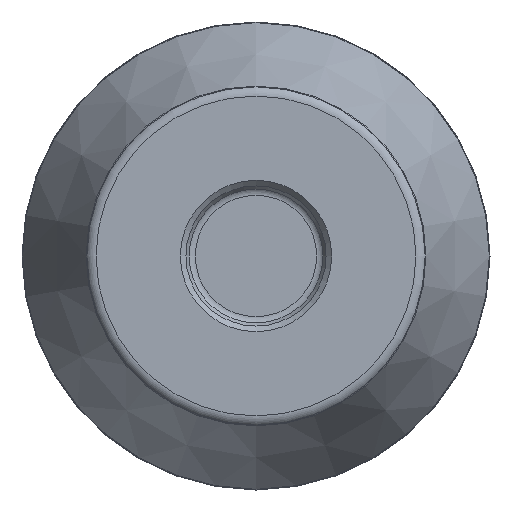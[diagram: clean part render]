
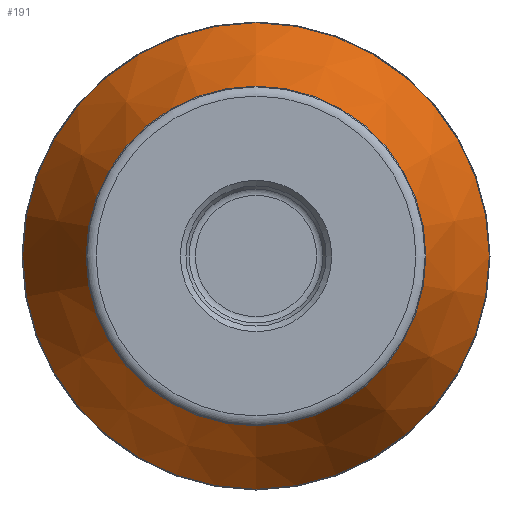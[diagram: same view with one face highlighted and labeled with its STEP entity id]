
A CAD part, left-side view. The second image highlights one B-rep face of the part: STEP entity #191.
In plain terms, the highlighted conical face has half-angle 25 degrees and reference radius 15.245 mm.
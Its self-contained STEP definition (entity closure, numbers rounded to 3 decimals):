
#149=CONICAL_SURFACE('',#819,15.245,25.);
#191=ADVANCED_FACE('',(#285,#286),#149,.T.);
#285=FACE_BOUND('',#369,.T.);
#286=FACE_BOUND('',#370,.T.);
#369=EDGE_LOOP('',(#529));
#370=EDGE_LOOP('',(#530));
#529=ORIENTED_EDGE('',*,*,#703,.T.);
#530=ORIENTED_EDGE('',*,*,#704,.F.);
#621=VERTEX_POINT('',#1713);
#622=VERTEX_POINT('',#1716);
#703=EDGE_CURVE('',#621,#621,#736,.T.);
#704=EDGE_CURVE('',#622,#622,#737,.T.);
#736=CIRCLE('',#816,20.934);
#737=CIRCLE('',#818,15.245);
#816=AXIS2_PLACEMENT_3D('',#1712,#985,#986);
#818=AXIS2_PLACEMENT_3D('',#1715,#989,#990);
#819=AXIS2_PLACEMENT_3D('',#1717,#991,#992);
#985=DIRECTION('',(-1.,0.,0.));
#986=DIRECTION('',(0.,0.,-1.));
#989=DIRECTION('',(-1.,0.,0.));
#990=DIRECTION('',(0.,0.,-1.));
#991=DIRECTION('',(1.,0.,0.));
#992=DIRECTION('',(0.,0.,-1.));
#1712=CARTESIAN_POINT('',(12.726,0.,0.));
#1713=CARTESIAN_POINT('',(12.726,0.,-20.934));
#1715=CARTESIAN_POINT('',(0.526,0.,0.));
#1716=CARTESIAN_POINT('',(0.526,0.,-15.245));
#1717=CARTESIAN_POINT('',(0.526,0.,0.));
